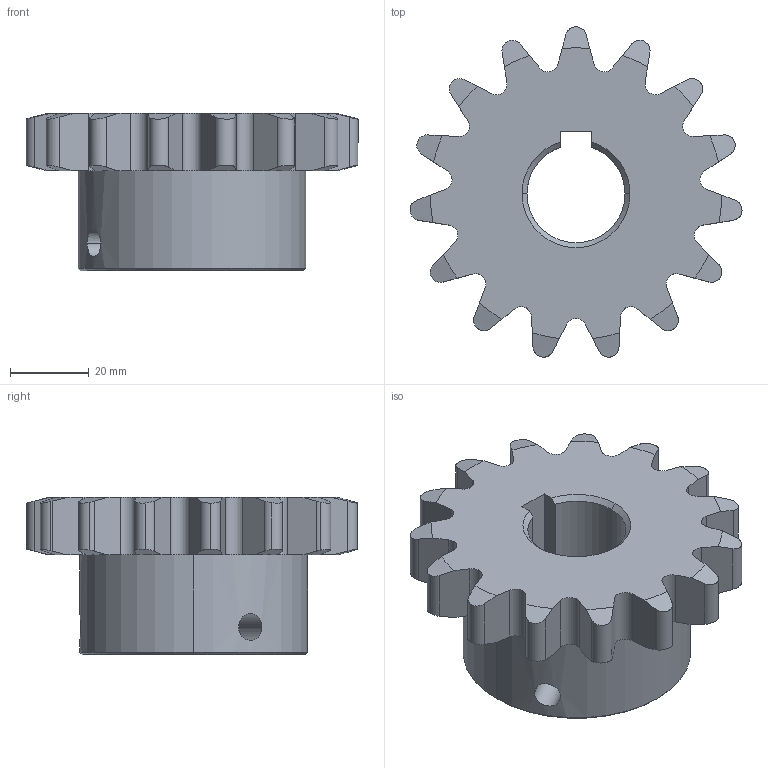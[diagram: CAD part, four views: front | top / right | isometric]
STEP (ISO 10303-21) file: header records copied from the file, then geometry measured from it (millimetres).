
FILE_DESCRIPTION (( 'STEP AP214' ), '1' );
FILE_NAME ('1734418707451.step', '2024-12-17T06:55:04', ( 'EC2' ), ( 'Amazon.com' ), 'FaSTEP 2.0', 'Forface 3D 2020', '' );
FILE_SCHEMA (( 'AUTOMOTIVE_DESIGN' ));
Length unit declared in the file: millimetre
Products named in the file (1): 1734418707451
Bounding box: 84.56 x 84.13 x 40 mm (x, y, z)
Volume: 107355.7 mm3; surface area: 21863.7 mm2
Topology: 1 solids, 1 shells, 124 faces, 357 edges, 236 vertices
Faces by surface type: cylinder 50, cone 38, plane 36
Entity records: 4989 total; most frequent: CARTESIAN_POINT 1800, ORIENTED_EDGE 714, DIRECTION 585, EDGE_CURVE 357, VERTEX_POINT 236, AXIS2_PLACEMENT_3D 215, VECTOR 155, LINE 155
